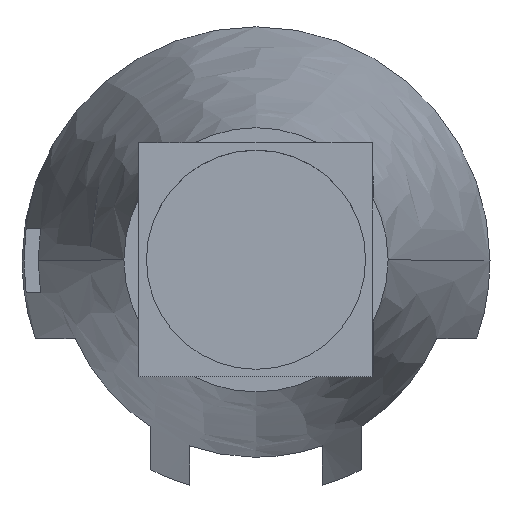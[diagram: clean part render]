
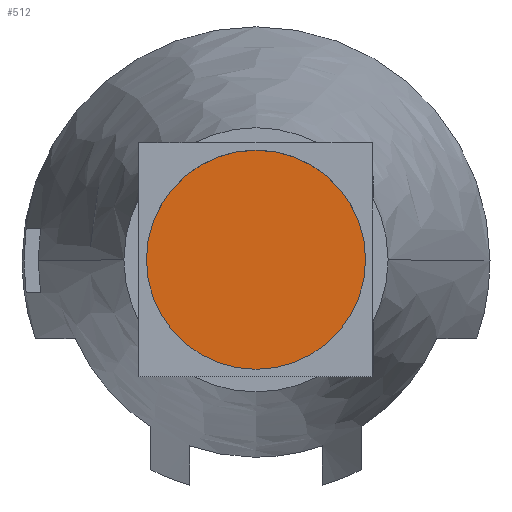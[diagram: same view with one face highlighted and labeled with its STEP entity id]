
A CAD part, top view. The second image highlights one B-rep face of the part: STEP entity #512.
In plain terms, the highlighted planar face has unit normal (0, 0, 1).
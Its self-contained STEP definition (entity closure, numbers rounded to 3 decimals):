
#12 = CIRCLE ( 'NONE', #275, 14.05 ) ;
#25 = CARTESIAN_POINT ( 'NONE',  ( 0., 24.416, 31.417 ) ) ;
#85 = DIRECTION ( 'NONE',  ( 0., 0., 1. ) ) ;
#107 = EDGE_CURVE ( 'NONE', #1244, #356, #12, .T. ) ;
#173 = EDGE_LOOP ( 'NONE', ( #1815, #1649 ) ) ;
#239 = CARTESIAN_POINT ( 'NONE',  ( 0., 38.466, 31.417 ) ) ;
#275 = AXIS2_PLACEMENT_3D ( 'NONE', #880, #1914, #1005 ) ;
#356 = VERTEX_POINT ( 'NONE', #25 ) ;
#379 = PLANE ( 'NONE',  #711 ) ;
#512 = ADVANCED_FACE ( 'NONE', ( #1242 ), #379, .T. ) ;
#552 = DIRECTION ( 'NONE',  ( 0., -1., 0. ) ) ;
#653 = AXIS2_PLACEMENT_3D ( 'NONE', #826, #85, #552 ) ;
#711 = AXIS2_PLACEMENT_3D ( 'NONE', #239, #1556, #1406 ) ;
#826 = CARTESIAN_POINT ( 'NONE',  ( 0., 38.466, 31.417 ) ) ;
#880 = CARTESIAN_POINT ( 'NONE',  ( 0., 38.466, 31.417 ) ) ;
#1005 = DIRECTION ( 'NONE',  ( 0., -1., 0. ) ) ;
#1242 = FACE_OUTER_BOUND ( 'NONE', #173, .T. ) ;
#1244 = VERTEX_POINT ( 'NONE', #1258 ) ;
#1258 = CARTESIAN_POINT ( 'NONE',  ( 0., 52.516, 31.417 ) ) ;
#1372 = EDGE_CURVE ( 'NONE', #356, #1244, #1492, .T. ) ;
#1406 = DIRECTION ( 'NONE',  ( 0., -1., 0. ) ) ;
#1492 = CIRCLE ( 'NONE', #653, 14.05 ) ;
#1556 = DIRECTION ( 'NONE',  ( 0., 0., 1. ) ) ;
#1649 = ORIENTED_EDGE ( 'NONE', *, *, #107, .T. ) ;
#1815 = ORIENTED_EDGE ( 'NONE', *, *, #1372, .T. ) ;
#1914 = DIRECTION ( 'NONE',  ( 0., 0., 1. ) ) ;
